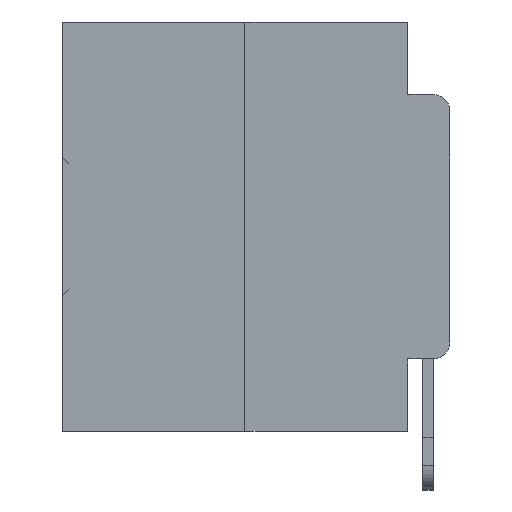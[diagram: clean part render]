
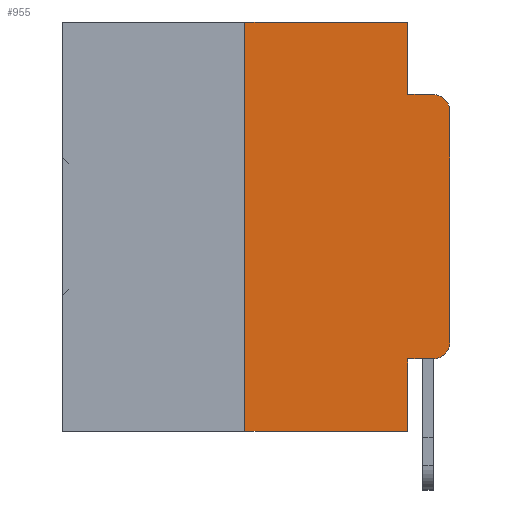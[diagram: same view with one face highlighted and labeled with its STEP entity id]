
A CAD part, left-side view. The second image highlights one B-rep face of the part: STEP entity #955.
In plain terms, the highlighted planar face has unit normal (-1, 0, 0).
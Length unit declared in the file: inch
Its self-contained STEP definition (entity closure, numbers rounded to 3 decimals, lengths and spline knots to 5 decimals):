
#806 = DIRECTION ( 'NONE',  ( -1., 0., 0. ) ) ;
#880 = ORIENTED_EDGE ( 'NONE', *, *, #12339, .F. ) ;
#955 = ADVANCED_FACE ( 'NONE', ( #30212 ), #8561, .F. ) ;
#1163 = CARTESIAN_POINT ( 'NONE',  ( 0., 0.051, 0. ) ) ;
#1321 = VECTOR ( 'NONE', #28697, 39.37008 ) ;
#1346 = EDGE_CURVE ( 'NONE', #24410, #18088, #19198, .T. ) ;
#1683 = ORIENTED_EDGE ( 'NONE', *, *, #5874, .T. ) ;
#2376 = LINE ( 'NONE', #34167, #16762 ) ;
#2391 = CARTESIAN_POINT ( 'NONE',  ( 0., 0.051, -0.4115 ) ) ;
#2433 = LINE ( 'NONE', #30606, #12155 ) ;
#2819 = CARTESIAN_POINT ( 'NONE',  ( 0., 0., -0.3915 ) ) ;
#3240 = VERTEX_POINT ( 'NONE', #20600 ) ;
#3507 = VERTEX_POINT ( 'NONE', #15271 ) ;
#3693 = ORIENTED_EDGE ( 'NONE', *, *, #21160, .T. ) ;
#4355 = CARTESIAN_POINT ( 'NONE',  ( 0., 0., 0. ) ) ;
#5037 = VERTEX_POINT ( 'NONE', #1163 ) ;
#5874 = EDGE_CURVE ( 'NONE', #8585, #24410, #2376, .T. ) ;
#6526 = ORIENTED_EDGE ( 'NONE', *, *, #16651, .F. ) ;
#7341 = AXIS2_PLACEMENT_3D ( 'NONE', #8420, #8980, #8632 ) ;
#8420 = CARTESIAN_POINT ( 'NONE',  ( 0., 0.473, 0. ) ) ;
#8561 = PLANE ( 'NONE',  #7341 ) ;
#8585 = VERTEX_POINT ( 'NONE', #2391 ) ;
#8632 = DIRECTION ( 'NONE',  ( 0., 0., -1. ) ) ;
#8868 = VERTEX_POINT ( 'NONE', #25688 ) ;
#8980 = DIRECTION ( 'NONE',  ( 1., 0., 0. ) ) ;
#9335 = VECTOR ( 'NONE', #9590, 39.37008 ) ;
#9362 = LINE ( 'NONE', #4355, #1321 ) ;
#9413 = ORIENTED_EDGE ( 'NONE', *, *, #27248, .F. ) ;
#9590 = DIRECTION ( 'NONE',  ( 0., -1., 0. ) ) ;
#10671 = CARTESIAN_POINT ( 'NONE',  ( 0., 0.25, -0.5 ) ) ;
#11257 = EDGE_CURVE ( 'NONE', #8585, #24971, #33274, .T. ) ;
#11680 = CARTESIAN_POINT ( 'NONE',  ( 0., 0.473, 0. ) ) ;
#11767 = LINE ( 'NONE', #29993, #25337 ) ;
#12155 = VECTOR ( 'NONE', #17123, 39.37008 ) ;
#12223 = CARTESIAN_POINT ( 'NONE',  ( 0., 0.051, 0. ) ) ;
#12339 = EDGE_CURVE ( 'NONE', #3240, #5037, #14213, .T. ) ;
#13311 = DIRECTION ( 'NONE',  ( 0., 0., -1. ) ) ;
#13510 = LINE ( 'NONE', #20285, #34194 ) ;
#13624 = DIRECTION ( 'NONE',  ( -1., 0., 0. ) ) ;
#13844 = CARTESIAN_POINT ( 'NONE',  ( 0., 0.02, -0.3915 ) ) ;
#13909 = AXIS2_PLACEMENT_3D ( 'NONE', #13844, #13624, #13311 ) ;
#14213 = LINE ( 'NONE', #11680, #34050 ) ;
#14406 = DIRECTION ( 'NONE',  ( 0., -1., 0. ) ) ;
#15115 = ORIENTED_EDGE ( 'NONE', *, *, #33830, .T. ) ;
#15271 = CARTESIAN_POINT ( 'NONE',  ( 0., 0., -0.1085 ) ) ;
#15306 = DIRECTION ( 'NONE',  ( 0., -1., 0. ) ) ;
#16540 = LINE ( 'NONE', #17632, #9335 ) ;
#16651 = EDGE_CURVE ( 'NONE', #19385, #3240, #13510, .T. ) ;
#16762 = VECTOR ( 'NONE', #15306, 39.37008 ) ;
#16853 = ORIENTED_EDGE ( 'NONE', *, *, #22290, .T. ) ;
#17015 = CARTESIAN_POINT ( 'NONE',  ( 0., 0.02, -0.1085 ) ) ;
#17123 = DIRECTION ( 'NONE',  ( 0., 0., -1. ) ) ;
#17494 = ORIENTED_EDGE ( 'NONE', *, *, #1346, .T. ) ;
#17632 = CARTESIAN_POINT ( 'NONE',  ( 0., 0.473, -0.5 ) ) ;
#18088 = VERTEX_POINT ( 'NONE', #2819 ) ;
#18468 = EDGE_LOOP ( 'NONE', ( #3693, #15115, #22898, #9413, #880, #6526, #16853, #28194, #1683, #17494 ) ) ;
#18487 = CARTESIAN_POINT ( 'NONE',  ( 0., 0.051, -0.0885 ) ) ;
#19198 = CIRCLE ( 'NONE', #13909, 0.02 ) ;
#19385 = VERTEX_POINT ( 'NONE', #10671 ) ;
#19740 = DIRECTION ( 'NONE',  ( 0., 0., -1. ) ) ;
#20285 = CARTESIAN_POINT ( 'NONE',  ( 0., 0.25, 0. ) ) ;
#20600 = CARTESIAN_POINT ( 'NONE',  ( 0., 0.25, 0. ) ) ;
#21160 = EDGE_CURVE ( 'NONE', #18088, #3507, #9362, .T. ) ;
#22290 = EDGE_CURVE ( 'NONE', #19385, #24971, #16540, .T. ) ;
#22898 = ORIENTED_EDGE ( 'NONE', *, *, #32584, .F. ) ;
#23132 = DIRECTION ( 'NONE',  ( 0., 0., -1. ) ) ;
#23187 = CARTESIAN_POINT ( 'NONE',  ( 0., 0.051, -0.5 ) ) ;
#24410 = VERTEX_POINT ( 'NONE', #26305 ) ;
#24971 = VERTEX_POINT ( 'NONE', #23187 ) ;
#25337 = VECTOR ( 'NONE', #32687, 39.37008 ) ;
#25688 = CARTESIAN_POINT ( 'NONE',  ( 0., 0.02, -0.0885 ) ) ;
#25748 = DIRECTION ( 'NONE',  ( 0., 0., 1. ) ) ;
#26158 = VECTOR ( 'NONE', #23132, 39.37008 ) ;
#26247 = VERTEX_POINT ( 'NONE', #18487 ) ;
#26305 = CARTESIAN_POINT ( 'NONE',  ( 0., 0.02, -0.4115 ) ) ;
#27248 = EDGE_CURVE ( 'NONE', #5037, #26247, #2433, .T. ) ;
#28194 = ORIENTED_EDGE ( 'NONE', *, *, #11257, .F. ) ;
#28697 = DIRECTION ( 'NONE',  ( 0., 0., 1. ) ) ;
#28866 = AXIS2_PLACEMENT_3D ( 'NONE', #17015, #806, #19740 ) ;
#29993 = CARTESIAN_POINT ( 'NONE',  ( 0., 0.051, -0.0885 ) ) ;
#30212 = FACE_OUTER_BOUND ( 'NONE', #18468, .T. ) ;
#30606 = CARTESIAN_POINT ( 'NONE',  ( 0., 0.051, 0. ) ) ;
#32584 = EDGE_CURVE ( 'NONE', #26247, #8868, #11767, .T. ) ;
#32687 = DIRECTION ( 'NONE',  ( 0., -1., 0. ) ) ;
#33274 = LINE ( 'NONE', #12223, #26158 ) ;
#33830 = EDGE_CURVE ( 'NONE', #3507, #8868, #34053, .T. ) ;
#34050 = VECTOR ( 'NONE', #14406, 39.37008 ) ;
#34053 = CIRCLE ( 'NONE', #28866, 0.02 ) ;
#34167 = CARTESIAN_POINT ( 'NONE',  ( 0., 0.051, -0.4115 ) ) ;
#34194 = VECTOR ( 'NONE', #25748, 39.37008 ) ;
